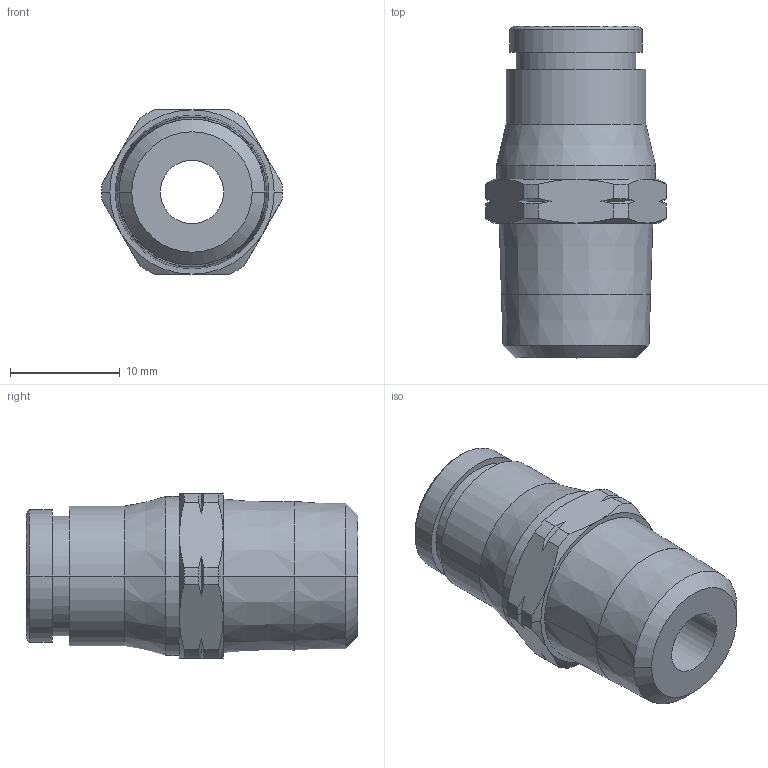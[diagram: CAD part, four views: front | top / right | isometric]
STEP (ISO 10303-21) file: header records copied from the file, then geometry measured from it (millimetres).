
FILE_DESCRIPTION(('STEP AP214'),'1');
FILE_NAME('3805_08_14.stp','2016-07-07T14:27:00',('TraceParts'),('TraceParts S.A.'),'Spatial InterOp 3D',' ',' ');
FILE_SCHEMA(('automotive_design'));
Length unit declared in the file: millimetre
Products named in the file (1): 1
Bounding box: 16.5 x 30.3 x 15 mm (x, y, z)
Volume: 3131 mm3; surface area: 2341.9 mm2
Topology: 1 solids, 1 shells, 85 faces, 200 edges, 124 vertices
Faces by surface type: cone 44, cylinder 26, plane 15
Entity records: 2463 total; most frequent: CARTESIAN_POINT 554, DIRECTION 418, ORIENTED_EDGE 400, EDGE_CURVE 200, AXIS2_PLACEMENT_3D 180, VERTEX_POINT 124, EDGE_LOOP 94, CIRCLE 94
